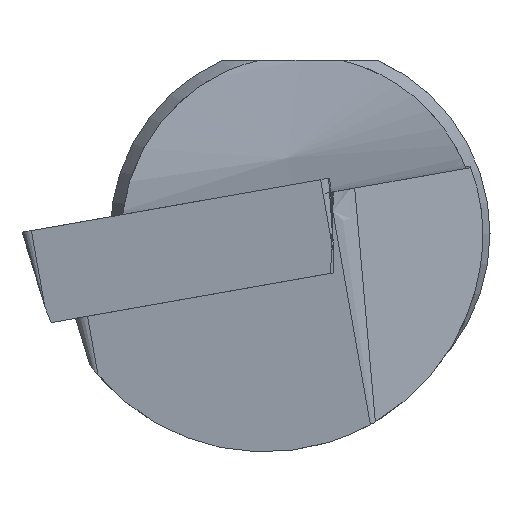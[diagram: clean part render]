
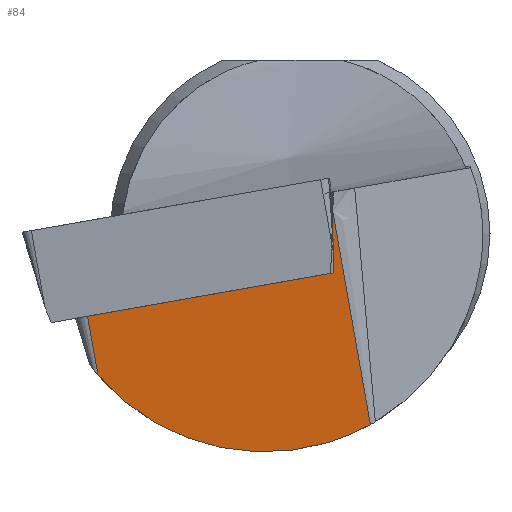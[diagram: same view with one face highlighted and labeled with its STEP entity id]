
A CAD part, left-side view. The second image highlights one B-rep face of the part: STEP entity #84.
In plain terms, the highlighted planar face has unit normal (-0.993, -0.021, -0.12).
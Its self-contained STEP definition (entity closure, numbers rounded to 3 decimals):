
#84=ADVANCED_FACE('',(#131),#115,.T.);
#115=PLANE('',#580);
#131=FACE_OUTER_BOUND('',#161,.T.);
#161=EDGE_LOOP('',(#223,#224,#225,#226,#227));
#193=ELLIPSE('',#579,4.635,4.6);
#223=ORIENTED_EDGE('',*,*,#428,.F.);
#224=ORIENTED_EDGE('',*,*,#429,.F.);
#225=ORIENTED_EDGE('',*,*,#430,.T.);
#226=ORIENTED_EDGE('',*,*,#431,.T.);
#227=ORIENTED_EDGE('',*,*,#432,.F.);
#377=VERTEX_POINT('',#788);
#378=VERTEX_POINT('',#789);
#379=VERTEX_POINT('',#791);
#380=VERTEX_POINT('',#793);
#381=VERTEX_POINT('',#795);
#428=EDGE_CURVE('',#377,#378,#502,.T.);
#429=EDGE_CURVE('',#379,#377,#503,.T.);
#430=EDGE_CURVE('',#379,#380,#504,.T.);
#431=EDGE_CURVE('',#380,#381,#193,.T.);
#432=EDGE_CURVE('',#378,#381,#505,.T.);
#502=LINE('',#787,#541);
#503=LINE('',#790,#542);
#504=LINE('',#792,#543);
#505=LINE('',#796,#544);
#541=VECTOR('',#636,1.);
#542=VECTOR('',#637,1.);
#543=VECTOR('',#638,1.);
#544=VECTOR('',#641,1.);
#579=AXIS2_PLACEMENT_3D('',#794,#639,#640);
#580=AXIS2_PLACEMENT_3D('',#797,#642,#643);
#636=DIRECTION('',(-0.119,-0.035,0.992));
#637=DIRECTION('',(0.,-0.985,0.174));
#638=DIRECTION('',(0.122,-0.172,-0.977));
#639=DIRECTION('',(-0.993,-0.021,-0.12));
#640=DIRECTION('',(0.122,-0.172,-0.977));
#641=DIRECTION('',(0.122,-0.172,-0.977));
#642=DIRECTION('',(-0.993,-0.021,-0.12));
#643=DIRECTION('',(-0.12,0.,0.993));
#787=CARTESIAN_POINT('',(0.238,-0.675,0.033));
#788=CARTESIAN_POINT('',(0.343,-0.644,-0.839));
#789=CARTESIAN_POINT('',(0.187,-0.69,0.464));
#790=CARTESIAN_POINT('',(0.343,4.475,-1.742));
#791=CARTESIAN_POINT('',(0.343,4.475,-1.742));
#792=CARTESIAN_POINT('',(0.1,4.819,0.208));
#793=CARTESIAN_POINT('',(0.497,4.257,-2.977));
#794=CARTESIAN_POINT('',(0.212,0.75,0.));
#795=CARTESIAN_POINT('',(0.746,-1.481,-4.023));
#796=CARTESIAN_POINT('',(0.1,-0.567,1.158));
#797=CARTESIAN_POINT('',(0.1,4.819,0.208));
